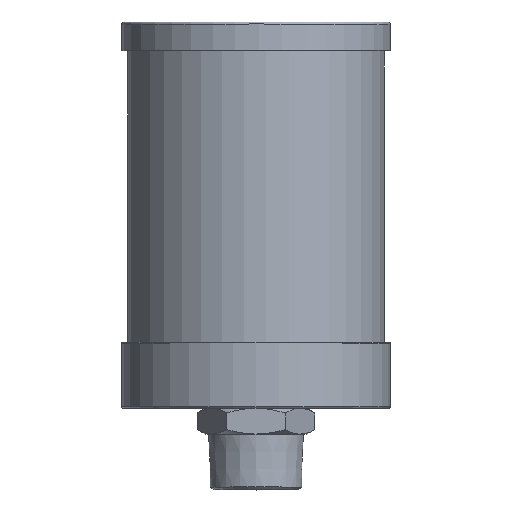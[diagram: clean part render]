
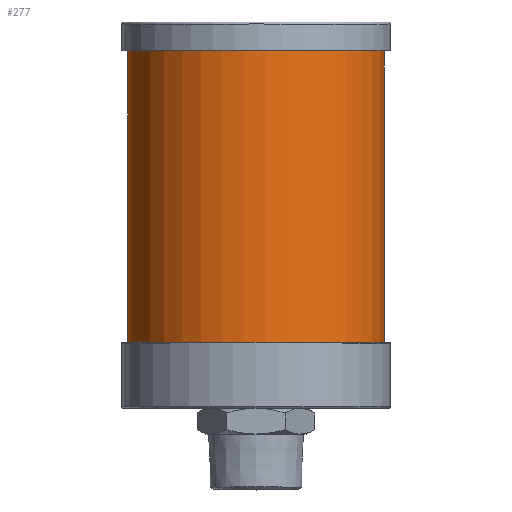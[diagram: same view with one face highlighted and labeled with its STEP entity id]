
A CAD part, top view. The second image highlights one B-rep face of the part: STEP entity #277.
In plain terms, the highlighted cylindrical face has radius 45 mm (diameter 90 mm), a full revolution.
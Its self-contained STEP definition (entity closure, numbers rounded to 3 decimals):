
#142 = CIRCLE ( 'NONE', #3847, 45. ) ;
#206 = CYLINDRICAL_SURFACE ( 'NONE', #3771, 45. ) ;
#220 = ORIENTED_EDGE ( 'NONE', *, *, #2107, .T. ) ;
#277 = ADVANCED_FACE ( 'NONE', ( #3884, #3523 ), #206, .T. ) ;
#310 = VERTEX_POINT ( 'NONE', #2471 ) ;
#331 = VERTEX_POINT ( 'NONE', #2764 ) ;
#529 = DIRECTION ( 'NONE',  ( 0., -1., 0. ) ) ;
#865 = AXIS2_PLACEMENT_3D ( 'NONE', #2919, #1824, #2894 ) ;
#1090 = EDGE_CURVE ( 'NONE', #331, #331, #1875, .T. ) ;
#1217 = DIRECTION ( 'NONE',  ( -0.964, 0., -0.265 ) ) ;
#1367 = EDGE_LOOP ( 'NONE', ( #1398 ) ) ;
#1398 = ORIENTED_EDGE ( 'NONE', *, *, #1090, .F. ) ;
#1502 = DIRECTION ( 'NONE',  ( 0.964, 0., 0.265 ) ) ;
#1784 = DIRECTION ( 'NONE',  ( 0., 1., 0. ) ) ;
#1824 = DIRECTION ( 'NONE',  ( 0., -1., 0. ) ) ;
#1875 = CIRCLE ( 'NONE', #865, 45. ) ;
#2107 = EDGE_CURVE ( 'NONE', #310, #310, #142, .T. ) ;
#2471 = CARTESIAN_POINT ( 'NONE',  ( -43.393, 137.5, -11.919 ) ) ;
#2493 = EDGE_LOOP ( 'NONE', ( #220 ) ) ;
#2764 = CARTESIAN_POINT ( 'NONE',  ( -43.393, 17.5, -11.919 ) ) ;
#2894 = DIRECTION ( 'NONE',  ( -0.964, 0., -0.265 ) ) ;
#2919 = CARTESIAN_POINT ( 'NONE',  ( 0., 17.5, 0. ) ) ;
#3314 = CARTESIAN_POINT ( 'NONE',  ( 0., 17.5, 0. ) ) ;
#3523 = FACE_OUTER_BOUND ( 'NONE', #2493, .T. ) ;
#3771 = AXIS2_PLACEMENT_3D ( 'NONE', #3314, #1784, #1502 ) ;
#3847 = AXIS2_PLACEMENT_3D ( 'NONE', #4162, #529, #1217 ) ;
#3884 = FACE_OUTER_BOUND ( 'NONE', #1367, .T. ) ;
#4162 = CARTESIAN_POINT ( 'NONE',  ( 0., 137.5, 0. ) ) ;
